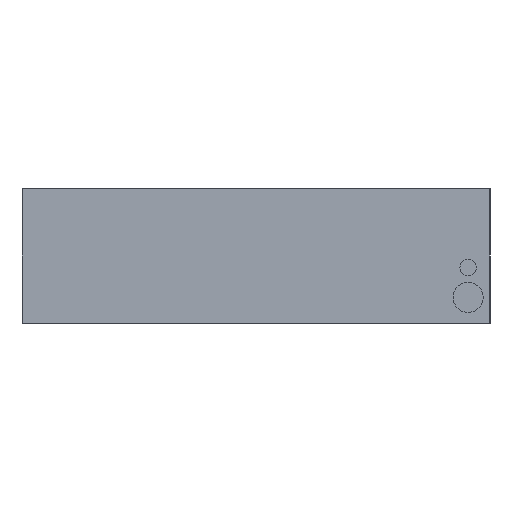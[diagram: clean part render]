
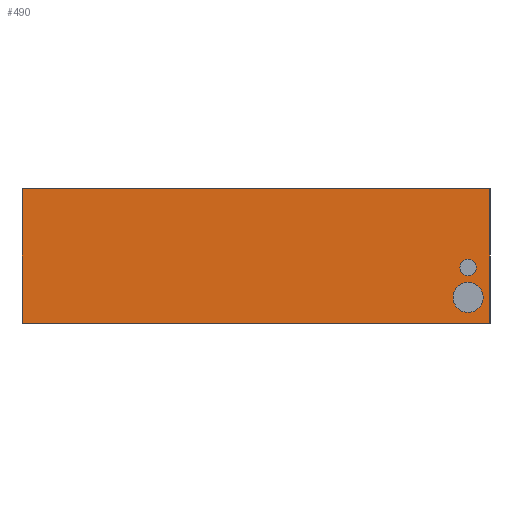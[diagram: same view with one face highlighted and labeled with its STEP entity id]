
A CAD part, left-side view. The second image highlights one B-rep face of the part: STEP entity #490.
In plain terms, the highlighted planar face has unit normal (-1, 0, 0).
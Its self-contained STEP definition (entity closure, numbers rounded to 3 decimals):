
#85 = LINE ( 'NONE', #818, #4858 ) ;
#181 = CARTESIAN_POINT ( 'NONE',  ( -350., -77.5, 15. ) ) ;
#239 = CARTESIAN_POINT ( 'NONE',  ( -350., -77.5, 23.4 ) ) ;
#241 = CIRCLE ( 'NONE', #1238, 5.5 ) ;
#490 = ADVANCED_FACE ( 'NONE', ( #8543, #5404, #6966 ), #3781, .F. ) ;
#623 = CARTESIAN_POINT ( 'NONE',  ( -350., 85.5, 49.3 ) ) ;
#680 = DIRECTION ( 'NONE',  ( 1., 0., 0. ) ) ;
#818 = CARTESIAN_POINT ( 'NONE',  ( -350., 85.5, 49.3 ) ) ;
#949 = DIRECTION ( 'NONE',  ( -1., 0., 0. ) ) ;
#1039 = EDGE_CURVE ( 'NONE', #1142, #3732, #241, .T. ) ;
#1097 = VERTEX_POINT ( 'NONE', #8051 ) ;
#1142 = VERTEX_POINT ( 'NONE', #181 ) ;
#1238 = AXIS2_PLACEMENT_3D ( 'NONE', #10312, #3327, #3176 ) ;
#1351 = ORIENTED_EDGE ( 'NONE', *, *, #1775, .F. ) ;
#1590 = EDGE_CURVE ( 'NONE', #9925, #8289, #1777, .T. ) ;
#1630 = DIRECTION ( 'NONE',  ( 0., 0., -1. ) ) ;
#1685 = CIRCLE ( 'NONE', #3372, 5.5 ) ;
#1775 = EDGE_CURVE ( 'NONE', #2122, #10119, #2896, .T. ) ;
#1777 = CIRCLE ( 'NONE', #10166, 3. ) ;
#2102 = CARTESIAN_POINT ( 'NONE',  ( -350., 85.5, 49.3 ) ) ;
#2122 = VERTEX_POINT ( 'NONE', #5491 ) ;
#2493 = DIRECTION ( 'NONE',  ( 0., 0., -1. ) ) ;
#2896 = LINE ( 'NONE', #2102, #6353 ) ;
#3070 = CARTESIAN_POINT ( 'NONE',  ( -350., -85.5, 49.3 ) ) ;
#3116 = DIRECTION ( 'NONE',  ( 0., 0., -1. ) ) ;
#3176 = DIRECTION ( 'NONE',  ( 0., 0., -1. ) ) ;
#3291 = EDGE_CURVE ( 'NONE', #2122, #1097, #85, .T. ) ;
#3327 = DIRECTION ( 'NONE',  ( -1., 0., 0. ) ) ;
#3372 = AXIS2_PLACEMENT_3D ( 'NONE', #7069, #8787, #10269 ) ;
#3684 = ORIENTED_EDGE ( 'NONE', *, *, #1039, .F. ) ;
#3732 = VERTEX_POINT ( 'NONE', #3919 ) ;
#3781 = PLANE ( 'NONE',  #4298 ) ;
#3919 = CARTESIAN_POINT ( 'NONE',  ( -350., -77.5, 4. ) ) ;
#3980 = EDGE_LOOP ( 'NONE', ( #6586, #3684 ) ) ;
#4180 = CARTESIAN_POINT ( 'NONE',  ( -350., 85.5, 0. ) ) ;
#4298 = AXIS2_PLACEMENT_3D ( 'NONE', #623, #680, #10172 ) ;
#4512 = DIRECTION ( 'NONE',  ( 0., -1., 0. ) ) ;
#4733 = VECTOR ( 'NONE', #8163, 1000. ) ;
#4838 = CARTESIAN_POINT ( 'NONE',  ( -350., -77.5, 20.4 ) ) ;
#4852 = CIRCLE ( 'NONE', #7037, 3. ) ;
#4858 = VECTOR ( 'NONE', #2493, 1000. ) ;
#4919 = CARTESIAN_POINT ( 'NONE',  ( -350., -77.5, 17.4 ) ) ;
#5064 = CARTESIAN_POINT ( 'NONE',  ( -350., -77.5, 20.4 ) ) ;
#5404 = FACE_BOUND ( 'NONE', #3980, .T. ) ;
#5491 = CARTESIAN_POINT ( 'NONE',  ( -350., 85.5, 49.3 ) ) ;
#5841 = DIRECTION ( 'NONE',  ( 0., 0., -1. ) ) ;
#6065 = ORIENTED_EDGE ( 'NONE', *, *, #8311, .F. ) ;
#6086 = EDGE_CURVE ( 'NONE', #10119, #6313, #6211, .T. ) ;
#6211 = LINE ( 'NONE', #3070, #8885 ) ;
#6313 = VERTEX_POINT ( 'NONE', #10066 ) ;
#6353 = VECTOR ( 'NONE', #4512, 1000. ) ;
#6586 = ORIENTED_EDGE ( 'NONE', *, *, #7002, .F. ) ;
#6772 = EDGE_LOOP ( 'NONE', ( #6965, #8287, #1351, #6903 ) ) ;
#6903 = ORIENTED_EDGE ( 'NONE', *, *, #3291, .T. ) ;
#6965 = ORIENTED_EDGE ( 'NONE', *, *, #9544, .T. ) ;
#6966 = FACE_OUTER_BOUND ( 'NONE', #6772, .T. ) ;
#7002 = EDGE_CURVE ( 'NONE', #3732, #1142, #1685, .T. ) ;
#7037 = AXIS2_PLACEMENT_3D ( 'NONE', #5064, #8150, #5841 ) ;
#7069 = CARTESIAN_POINT ( 'NONE',  ( -350., -77.5, 9.5 ) ) ;
#7330 = LINE ( 'NONE', #4180, #4733 ) ;
#7568 = ORIENTED_EDGE ( 'NONE', *, *, #1590, .F. ) ;
#8051 = CARTESIAN_POINT ( 'NONE',  ( -350., 85.5, 0. ) ) ;
#8150 = DIRECTION ( 'NONE',  ( -1., 0., 0. ) ) ;
#8163 = DIRECTION ( 'NONE',  ( 0., -1., 0. ) ) ;
#8287 = ORIENTED_EDGE ( 'NONE', *, *, #6086, .F. ) ;
#8289 = VERTEX_POINT ( 'NONE', #239 ) ;
#8311 = EDGE_CURVE ( 'NONE', #8289, #9925, #4852, .T. ) ;
#8488 = EDGE_LOOP ( 'NONE', ( #7568, #6065 ) ) ;
#8543 = FACE_BOUND ( 'NONE', #8488, .T. ) ;
#8787 = DIRECTION ( 'NONE',  ( -1., 0., 0. ) ) ;
#8885 = VECTOR ( 'NONE', #3116, 1000. ) ;
#9150 = CARTESIAN_POINT ( 'NONE',  ( -350., -85.5, 49.3 ) ) ;
#9544 = EDGE_CURVE ( 'NONE', #1097, #6313, #7330, .T. ) ;
#9925 = VERTEX_POINT ( 'NONE', #4919 ) ;
#10066 = CARTESIAN_POINT ( 'NONE',  ( -350., -85.5, 0. ) ) ;
#10119 = VERTEX_POINT ( 'NONE', #9150 ) ;
#10166 = AXIS2_PLACEMENT_3D ( 'NONE', #4838, #949, #1630 ) ;
#10172 = DIRECTION ( 'NONE',  ( 0., 0., -1. ) ) ;
#10269 = DIRECTION ( 'NONE',  ( 0., 0., -1. ) ) ;
#10312 = CARTESIAN_POINT ( 'NONE',  ( -350., -77.5, 9.5 ) ) ;
